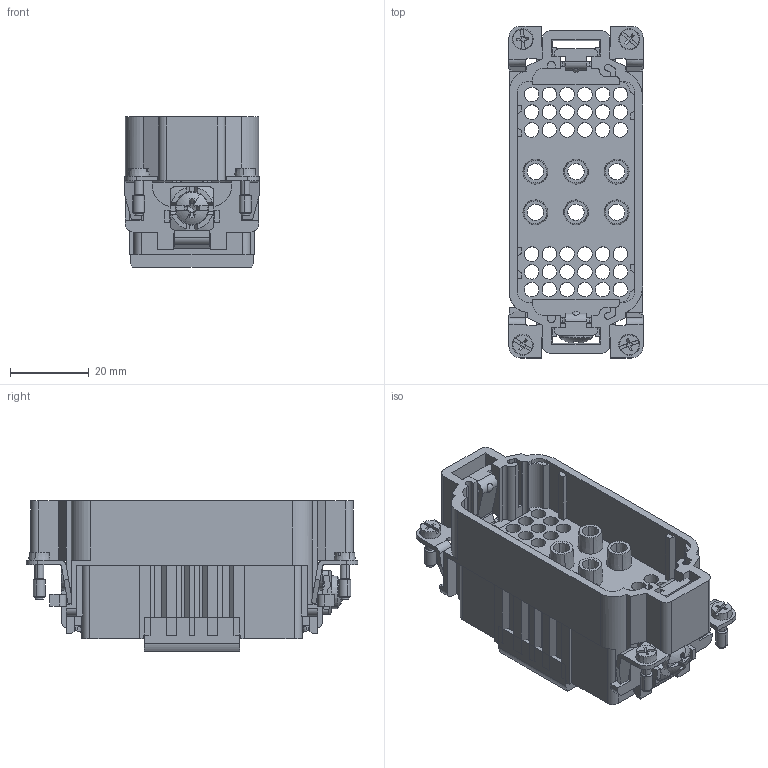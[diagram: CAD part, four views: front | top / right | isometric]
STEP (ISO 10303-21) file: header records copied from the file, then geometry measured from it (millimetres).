
FILE_DESCRIPTION(('CATIA V5 STEP Exchange','CAx-IF Rec.Pracs.--- Model Styling and Organization---1.4--- 2014-01-23'),'2;1');
FILE_NAME ('003696-4_0', '2024-02-12T08:50:35+00:00', ('none'), ('Weidmueller'), 'CATIA Version 5-6 Release 2016 SP3 HF44', 'CATIA V5 STEP AP214', 'none');
FILE_SCHEMA(('AUTOMOTIVE_DESIGN { 1 0 10303 214 1 1 1 1 }'));
Length unit declared in the file: millimetre
Products named in the file (1): 1023320000
Bounding box: 34 x 84.2 x 38.1 mm (x, y, z)
Volume: 35293.9 mm3; surface area: 35234.9 mm2
Topology: 10 solids, 10 shells, 1081 faces, 2959 edges, 1945 vertices
Faces by surface type: plane 595, cylinder 326, cone 128, bspline 20, sphere 6, torus 4, revolution 2
Entity records: 32501 total; most frequent: CARTESIAN_POINT 7046, ORIENTED_EDGE 5906, DIRECTION 4017, EDGE_CURVE 2953, VERTEX_POINT 1945, VECTOR 1876, LINE 1876, AXIS2_PLACEMENT_3D 1480
